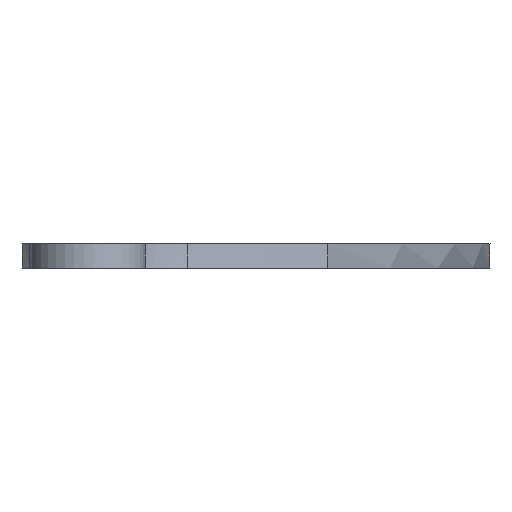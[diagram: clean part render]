
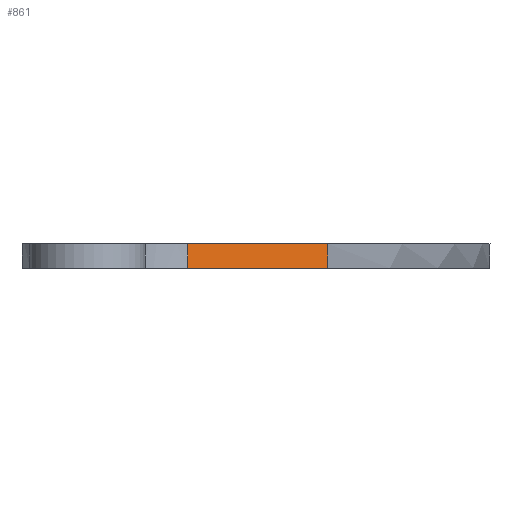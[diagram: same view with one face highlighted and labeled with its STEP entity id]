
A CAD part, left-side view. The second image highlights one B-rep face of the part: STEP entity #861.
In plain terms, the highlighted free-form (B-spline) face has degree [3, 1] with [12, 2] control points.
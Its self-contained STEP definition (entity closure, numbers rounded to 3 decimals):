
#31=B_SPLINE_SURFACE_WITH_KNOTS('',3,1,((#2959,#2960),(#2961,#2962),(#2963,
#2964),(#2965,#2966),(#2967,#2968),(#2969,#2970),(#2971,#2972),(#2973,#2974),
(#2975,#2976),(#2977,#2978),(#2979,#2980),(#2981,#2982)),.UNSPECIFIED.,
 .F.,.F.,.F.,(4,1,1,1,1,1,1,1,1,4),(2,2),(0.,1.917,3.834,
7.667,11.334,15.,16.212,17.423,
18.325,19.227),(0.,1.081),.UNSPECIFIED.);
#123=FACE_OUTER_BOUND('',#181,.T.);
#181=EDGE_LOOP('',(#785,#786,#787,#788));
#237=LINE('',#2743,#298);
#245=LINE('',#2842,#306);
#298=VECTOR('',#1024,10.);
#306=VECTOR('',#1034,10.);
#334=B_SPLINE_CURVE_WITH_KNOTS('',3,(#1724,#1725,#1726,#1727,#1728,#1729),
 .UNSPECIFIED.,.F.,.F.,(4,1,1,4),(-12.523,-12.416,-11.488,
-9.311),.UNSPECIFIED.);
#344=B_SPLINE_CURVE_WITH_KNOTS('',3,(#2566,#2567,#2568,#2569,#2570,#2571),
 .UNSPECIFIED.,.F.,.F.,(4,1,1,4),(-8.626,-5.158,-3.679,
-3.508),.UNSPECIFIED.);
#359=VERTEX_POINT('',#1309);
#374=VERTEX_POINT('',#1608);
#407=VERTEX_POINT('',#2549);
#408=VERTEX_POINT('',#2565);
#460=EDGE_CURVE('',#359,#374,#334,.T.);
#501=EDGE_CURVE('',#408,#407,#344,.T.);
#532=EDGE_CURVE('',#407,#359,#237,.T.);
#540=EDGE_CURVE('',#374,#408,#245,.T.);
#785=ORIENTED_EDGE('',*,*,#532,.T.);
#786=ORIENTED_EDGE('',*,*,#460,.T.);
#787=ORIENTED_EDGE('',*,*,#540,.T.);
#788=ORIENTED_EDGE('',*,*,#501,.T.);
#861=ADVANCED_FACE('',(#123),#31,.T.);
#1024=DIRECTION('',(0.,0.,-1.));
#1034=DIRECTION('',(0.,0.,1.));
#1309=CARTESIAN_POINT('',(70.883,92.557,0.));
#1608=CARTESIAN_POINT('',(92.086,56.255,0.));
#1724=CARTESIAN_POINT('Ctrl Pts',(70.883,92.557,0.));
#1725=CARTESIAN_POINT('Ctrl Pts',(71.152,92.108,0.));
#1726=CARTESIAN_POINT('Ctrl Pts',(73.68,87.791,0.));
#1727=CARTESIAN_POINT('Ctrl Pts',(79.978,76.243,0.));
#1728=CARTESIAN_POINT('Ctrl Pts',(86.364,63.8,0.));
#1729=CARTESIAN_POINT('Ctrl Pts',(92.086,56.255,0.));
#2549=CARTESIAN_POINT('',(70.883,92.557,6.3));
#2565=CARTESIAN_POINT('',(92.086,56.255,6.3));
#2566=CARTESIAN_POINT('Ctrl Pts',(92.086,56.255,6.3));
#2567=CARTESIAN_POINT('Ctrl Pts',(86.364,63.8,6.3));
#2568=CARTESIAN_POINT('Ctrl Pts',(79.978,76.243,6.3));
#2569=CARTESIAN_POINT('Ctrl Pts',(73.68,87.791,6.3));
#2570=CARTESIAN_POINT('Ctrl Pts',(71.152,92.108,6.3));
#2571=CARTESIAN_POINT('Ctrl Pts',(70.883,92.557,6.3));
#2743=CARTESIAN_POINT('',(70.883,92.557,6.3));
#2842=CARTESIAN_POINT('',(92.086,56.255,6.3));
#2959=CARTESIAN_POINT('Ctrl Pts',(199.023,2.631,7.656));
#2960=CARTESIAN_POINT('Ctrl Pts',(199.023,2.631,-3.159));
#2961=CARTESIAN_POINT('Ctrl Pts',(193.159,1.671,7.656));
#2962=CARTESIAN_POINT('Ctrl Pts',(193.159,1.671,-3.159));
#2963=CARTESIAN_POINT('Ctrl Pts',(179.917,6.799,7.656));
#2964=CARTESIAN_POINT('Ctrl Pts',(179.917,6.799,-3.159));
#2965=CARTESIAN_POINT('Ctrl Pts',(156.362,14.75,7.656));
#2966=CARTESIAN_POINT('Ctrl Pts',(156.362,14.75,-3.159));
#2967=CARTESIAN_POINT('Ctrl Pts',(128.403,29.484,7.656));
#2968=CARTESIAN_POINT('Ctrl Pts',(128.403,29.484,-3.159));
#2969=CARTESIAN_POINT('Ctrl Pts',(94.807,47.192,7.656));
#2970=CARTESIAN_POINT('Ctrl Pts',(94.807,47.192,-3.159));
#2971=CARTESIAN_POINT('Ctrl Pts',(81.216,73.973,7.656));
#2972=CARTESIAN_POINT('Ctrl Pts',(81.216,73.973,-3.159));
#2973=CARTESIAN_POINT('Ctrl Pts',(72.072,90.739,7.656));
#2974=CARTESIAN_POINT('Ctrl Pts',(72.072,90.739,-3.159));
#2975=CARTESIAN_POINT('Ctrl Pts',(64.89,102.508,7.656));
#2976=CARTESIAN_POINT('Ctrl Pts',(64.89,102.508,-3.159));
#2977=CARTESIAN_POINT('Ctrl Pts',(55.439,97.45,7.656));
#2978=CARTESIAN_POINT('Ctrl Pts',(55.439,97.45,-3.159));
#2979=CARTESIAN_POINT('Ctrl Pts',(49.242,95.426,7.656));
#2980=CARTESIAN_POINT('Ctrl Pts',(49.242,95.426,-3.159));
#2981=CARTESIAN_POINT('Ctrl Pts',(47.018,93.894,7.656));
#2982=CARTESIAN_POINT('Ctrl Pts',(47.018,93.894,-3.159));
